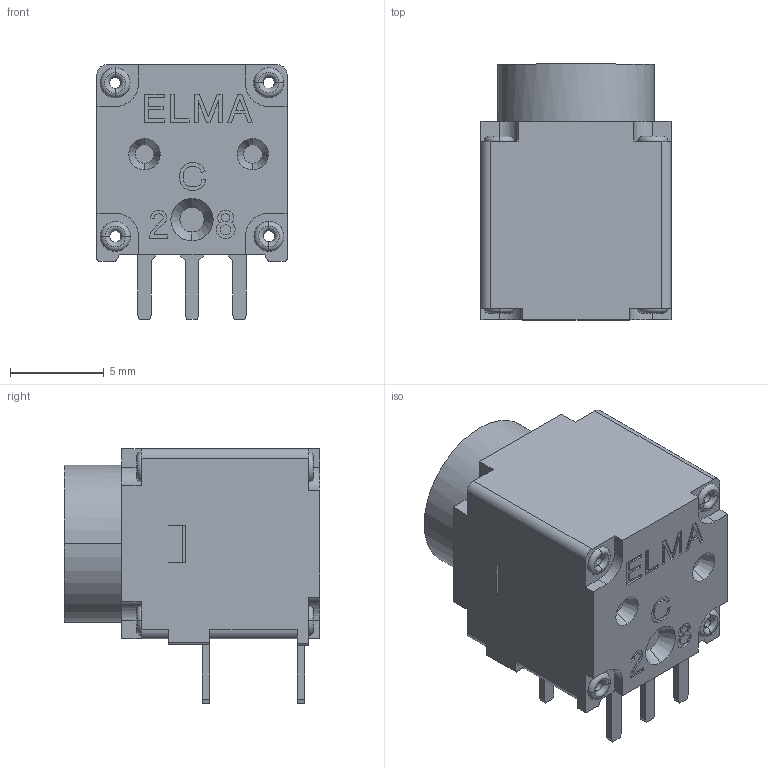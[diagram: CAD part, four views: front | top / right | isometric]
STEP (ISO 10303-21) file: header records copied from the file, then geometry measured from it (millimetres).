
FILE_DESCRIPTION(('OneSpaceDesigner STEP Export'),'2;1');
FILE_NAME('Dummy_07-4XXX.stp','2010-02-03T11:40:34',(''),(''),'OneSpace Designer STEP processor for AP214 (Solid Model)','OneSpace Designer 13.20A 18-Aug-2005 (C) CoCreate Software GmbH','');
FILE_SCHEMA(('AUTOMOTIVE_DESIGN { 1 0 10303 214 1 1 1 1 }'));
Length unit declared in the file: millimetre
Products named in the file (2): Dummy_07-4XXX
Assembly tree (1 placements, depth 2):
  Dummy_07-4XXX
    Dummy_07-4XXX
Bounding box: 10.16 x 13.67 x 13.6 mm (x, y, z)
Volume: 1221.2 mm3; surface area: 1111.6 mm2
Topology: 1 solids, 9 shells, 854 faces, 2305 edges, 1510 vertices
Faces by surface type: plane 510, cylinder 238, torus 64, cone 30, extrusion 12
Entity records: 25735 total; most frequent: CARTESIAN_POINT 5297, ORIENTED_EDGE 4610, DIRECTION 3688, EDGE_CURVE 2305, VECTOR 1606, LINE 1594, VERTEX_POINT 1510, AXIS2_PLACEMENT_3D 1041
